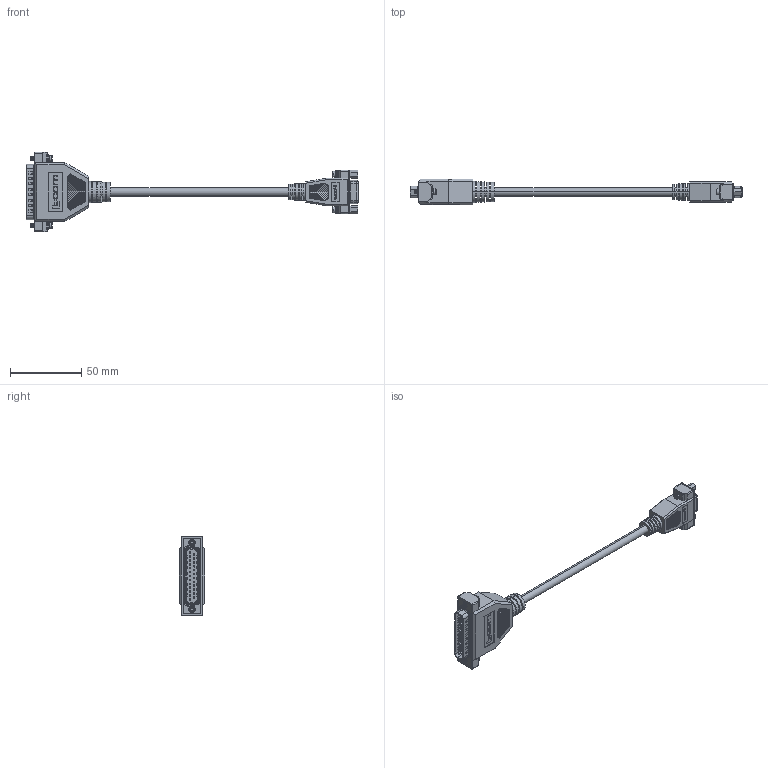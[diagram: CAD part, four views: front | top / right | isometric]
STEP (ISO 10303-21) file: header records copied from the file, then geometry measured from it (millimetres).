
FILE_DESCRIPTION (( 'STEP AP203' ), '1' );
FILE_NAME ('CMZ6-IBM.STEP', '2013-03-26T14:47:06', ( 'x' ), ( '' ), 'SwSTEP 2.0', 'SolidWorks 2012', '' );
FILE_SCHEMA (( 'CONFIG_CONTROL_DESIGN' ));
Products named in the file (13): CMZ6-IBM; 3AB01-099_NEW LOGO - KNURL WITH HEX NUTS; MTN-182; 1AJ05-005; 1AC08-017; MTN-183_NEW LOGO - KNURL; 3AB01-104; MTN-173; 1AJ02-030; 1AJ09-026; 1AC02-013; MTN-195_KNURL, NO CABLE; 1AL08-124_6"
Assembly tree (19 placements, depth 3):
  CMZ6-IBM
    1AL08-124_6"
    3AB01-104
      MTN-195_KNURL, NO CABLE
      1AC02-013
      1AJ09-026  x2
      1AJ02-030  x2
      MTN-173
    3AB01-099_NEW LOGO - KNURL WITH HEX NUTS
      MTN-183_NEW LOGO - KNURL
      1AC08-017
      1AJ09-026  x2
      1AJ02-030  x2
      1AJ05-005  x2
      MTN-182
Bounding box: 233.3 x 18 x 55.8 mm (x, y, z)
Volume: 55712 mm3; surface area: 35199.3 mm2
Topology: 66 solids, 66 shells, 5461 faces, 10491 edges, 5303 vertices
Faces by surface type: plane 4311, cylinder 670, torus 181, cone 169, bspline 114, sphere 16
Entity records: 127648 total; most frequent: CARTESIAN_POINT 24045, DIRECTION 21297, ORIENTED_EDGE 19878, EDGE_CURVE 9939, LINE 7935, VECTOR 7935, AXIS2_PLACEMENT_3D 6681, EDGE_LOOP 5420
